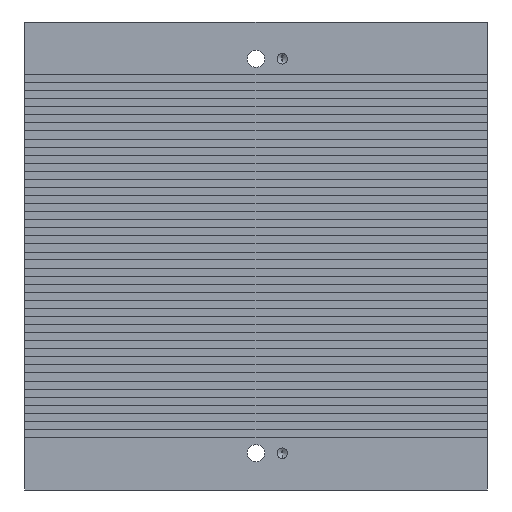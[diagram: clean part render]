
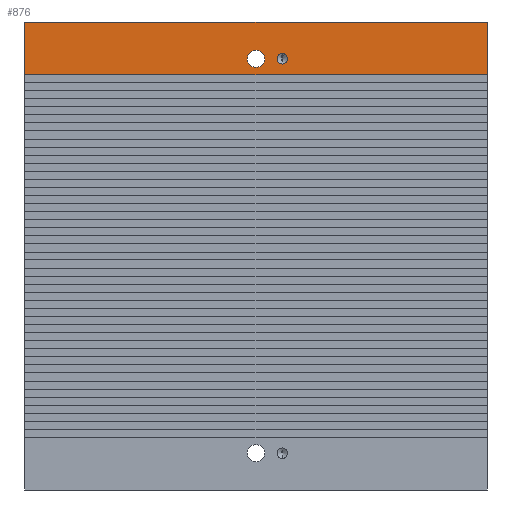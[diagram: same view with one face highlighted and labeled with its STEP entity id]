
A CAD part, front view. The second image highlights one B-rep face of the part: STEP entity #876.
In plain terms, the highlighted planar face has unit normal (0, -1, 0).
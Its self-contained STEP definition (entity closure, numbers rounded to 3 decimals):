
#9 = DIRECTION ( 'NONE',  ( 0., 0., -1. ) ) ;
#167 = LINE ( 'NONE', #1778, #436 ) ;
#212 = FACE_BOUND ( 'NONE', #1377, .T. ) ;
#241 = DIRECTION ( 'NONE',  ( 0., 0., 1. ) ) ;
#294 = EDGE_CURVE ( 'NONE', #1646, #993, #167, .T. ) ;
#316 = AXIS2_PLACEMENT_3D ( 'NONE', #2944, #2104, #2478 ) ;
#328 = CARTESIAN_POINT ( 'NONE',  ( -15.748, 0., 514.725 ) ) ;
#376 = LINE ( 'NONE', #4033, #4514 ) ;
#431 = CARTESIAN_POINT ( 'NONE',  ( 72.252, 0., 508.725 ) ) ;
#436 = VECTOR ( 'NONE', #3471, 1000. ) ;
#612 = VERTEX_POINT ( 'NONE', #4789 ) ;
#730 = DIRECTION ( 'NONE',  ( -1., 0., 0. ) ) ;
#743 = CIRCLE ( 'NONE', #2240, 3.3 ) ;
#876 = ADVANCED_FACE ( 'NONE', ( #212, #5120, #1938 ), #1909, .F. ) ;
#952 = ORIENTED_EDGE ( 'NONE', *, *, #1038, .F. ) ;
#993 = VERTEX_POINT ( 'NONE', #1990 ) ;
#1005 = CARTESIAN_POINT ( 'NONE',  ( -103.748, 0., 508.725 ) ) ;
#1038 = EDGE_CURVE ( 'NONE', #3183, #612, #4211, .T. ) ;
#1133 = VERTEX_POINT ( 'NONE', #3257 ) ;
#1221 = DIRECTION ( 'NONE',  ( 0., -1., 0. ) ) ;
#1377 = EDGE_LOOP ( 'NONE', ( #952, #3759 ) ) ;
#1475 = CARTESIAN_POINT ( 'NONE',  ( -15.748, 0., 518.025 ) ) ;
#1597 = DIRECTION ( 'NONE',  ( 0., 0., 1. ) ) ;
#1646 = VERTEX_POINT ( 'NONE', #1753 ) ;
#1684 = EDGE_CURVE ( 'NONE', #1646, #3532, #5204, .T. ) ;
#1703 = EDGE_CURVE ( 'NONE', #1133, #4820, #743, .T. ) ;
#1753 = CARTESIAN_POINT ( 'NONE',  ( 72.252, 0., 508.725 ) ) ;
#1778 = CARTESIAN_POINT ( 'NONE',  ( 72.252, 0., 528.725 ) ) ;
#1820 = CIRCLE ( 'NONE', #2661, 3.3 ) ;
#1909 = PLANE ( 'NONE',  #2605 ) ;
#1937 = DIRECTION ( 'NONE',  ( 0., 1., 0. ) ) ;
#1938 = FACE_OUTER_BOUND ( 'NONE', #4040, .T. ) ;
#1949 = AXIS2_PLACEMENT_3D ( 'NONE', #3623, #1221, #4783 ) ;
#1990 = CARTESIAN_POINT ( 'NONE',  ( 72.252, 0., 528.725 ) ) ;
#2104 = DIRECTION ( 'NONE',  ( 0., -1., 0. ) ) ;
#2240 = AXIS2_PLACEMENT_3D ( 'NONE', #2808, #4413, #1597 ) ;
#2304 = ORIENTED_EDGE ( 'NONE', *, *, #294, .T. ) ;
#2376 = ORIENTED_EDGE ( 'NONE', *, *, #1684, .F. ) ;
#2478 = DIRECTION ( 'NONE',  ( 0., 0., -1. ) ) ;
#2605 = AXIS2_PLACEMENT_3D ( 'NONE', #4311, #2665, #241 ) ;
#2661 = AXIS2_PLACEMENT_3D ( 'NONE', #328, #1937, #3146 ) ;
#2665 = DIRECTION ( 'NONE',  ( 0., 1., 0. ) ) ;
#2808 = CARTESIAN_POINT ( 'NONE',  ( -15.748, 0., 514.725 ) ) ;
#2829 = DIRECTION ( 'NONE',  ( -1., 0., 0. ) ) ;
#2835 = ORIENTED_EDGE ( 'NONE', *, *, #3802, .T. ) ;
#2905 = EDGE_CURVE ( 'NONE', #993, #5076, #4345, .T. ) ;
#2916 = ORIENTED_EDGE ( 'NONE', *, *, #1703, .T. ) ;
#2944 = CARTESIAN_POINT ( 'NONE',  ( -5.748, 0., 514.725 ) ) ;
#2956 = CARTESIAN_POINT ( 'NONE',  ( -5.748, 0., 512.725 ) ) ;
#2999 = CIRCLE ( 'NONE', #316, 2. ) ;
#3146 = DIRECTION ( 'NONE',  ( 0., 0., 1. ) ) ;
#3183 = VERTEX_POINT ( 'NONE', #2956 ) ;
#3257 = CARTESIAN_POINT ( 'NONE',  ( -15.748, 0., 511.425 ) ) ;
#3471 = DIRECTION ( 'NONE',  ( 0., 0., 1. ) ) ;
#3532 = VERTEX_POINT ( 'NONE', #1005 ) ;
#3609 = VECTOR ( 'NONE', #2829, 1000. ) ;
#3623 = CARTESIAN_POINT ( 'NONE',  ( -5.748, 0., 514.725 ) ) ;
#3686 = EDGE_CURVE ( 'NONE', #4820, #1133, #1820, .T. ) ;
#3712 = CARTESIAN_POINT ( 'NONE',  ( -103.748, 0., 528.725 ) ) ;
#3759 = ORIENTED_EDGE ( 'NONE', *, *, #4166, .F. ) ;
#3802 = EDGE_CURVE ( 'NONE', #5076, #3532, #376, .T. ) ;
#3972 = CARTESIAN_POINT ( 'NONE',  ( 72.252, 0., 528.725 ) ) ;
#4033 = CARTESIAN_POINT ( 'NONE',  ( -103.748, 0., 528.725 ) ) ;
#4040 = EDGE_LOOP ( 'NONE', ( #2835, #2376, #2304, #5190 ) ) ;
#4166 = EDGE_CURVE ( 'NONE', #612, #3183, #2999, .T. ) ;
#4211 = CIRCLE ( 'NONE', #1949, 2. ) ;
#4311 = CARTESIAN_POINT ( 'NONE',  ( 1122.053, 0., 45.053 ) ) ;
#4345 = LINE ( 'NONE', #3972, #5088 ) ;
#4413 = DIRECTION ( 'NONE',  ( 0., 1., 0. ) ) ;
#4514 = VECTOR ( 'NONE', #9, 1000. ) ;
#4587 = ORIENTED_EDGE ( 'NONE', *, *, #3686, .T. ) ;
#4635 = EDGE_LOOP ( 'NONE', ( #4587, #2916 ) ) ;
#4783 = DIRECTION ( 'NONE',  ( 0., 0., -1. ) ) ;
#4789 = CARTESIAN_POINT ( 'NONE',  ( -5.748, 0., 516.725 ) ) ;
#4820 = VERTEX_POINT ( 'NONE', #1475 ) ;
#5076 = VERTEX_POINT ( 'NONE', #3712 ) ;
#5088 = VECTOR ( 'NONE', #730, 1000. ) ;
#5120 = FACE_BOUND ( 'NONE', #4635, .T. ) ;
#5190 = ORIENTED_EDGE ( 'NONE', *, *, #2905, .T. ) ;
#5204 = LINE ( 'NONE', #431, #3609 ) ;
